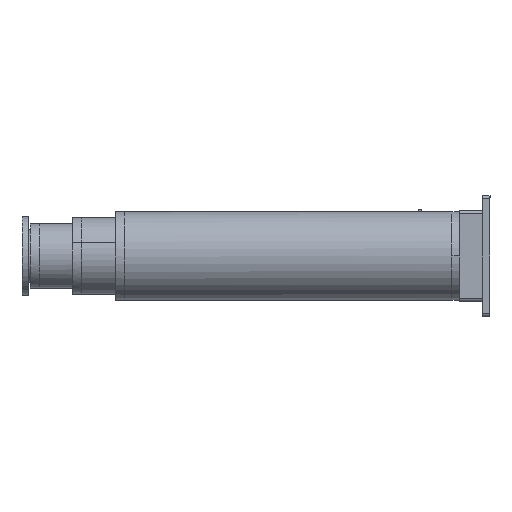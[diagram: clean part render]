
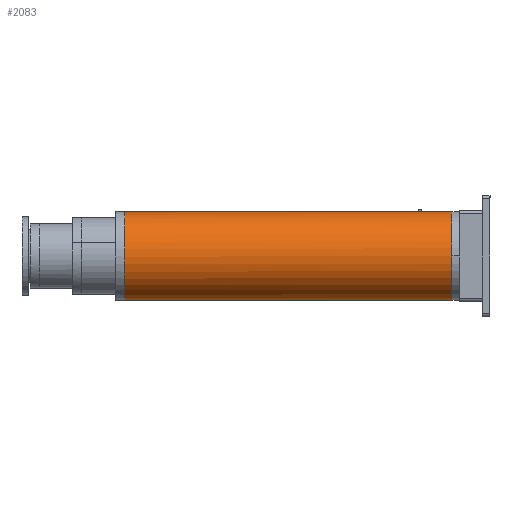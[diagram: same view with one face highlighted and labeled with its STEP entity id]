
A CAD part, left-side view. The second image highlights one B-rep face of the part: STEP entity #2083.
In plain terms, the highlighted cylindrical face has radius 73.5 mm (diameter 147 mm), a partial arc.
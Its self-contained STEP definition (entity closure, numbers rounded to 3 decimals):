
#837 = LINE ( 'NONE', #16570, #22149 ) ;
#1168 = VERTEX_POINT ( 'NONE', #43093 ) ;
#1708 = ORIENTED_EDGE ( 'NONE', *, *, #4943, .T. ) ;
#2083 = ADVANCED_FACE ( 'NONE', ( #47845 ), #58330, .T. ) ;
#2960 = CARTESIAN_POINT ( 'NONE',  ( 73.505, -4.811, 542. ) ) ;
#3305 = CARTESIAN_POINT ( 'NONE',  ( 63.79, -36.837, 542. ) ) ;
#4943 = EDGE_CURVE ( 'NONE', #27020, #63496, #47450, .T. ) ;
#6629 = DIRECTION ( 'NONE',  ( -1., 0., 0. ) ) ;
#7828 = EDGE_LOOP ( 'NONE', ( #38137, #22517, #1708, #18659 ) ) ;
#8226 = CARTESIAN_POINT ( 'NONE',  ( -63.79, -36.837, 542. ) ) ;
#8568 = CARTESIAN_POINT ( 'NONE',  ( 9.622, -73.031, 542. ) ) ;
#13109 = CARTESIAN_POINT ( 'NONE',  ( 55.378, -48.574, 542. ) ) ;
#13455 = CARTESIAN_POINT ( 'NONE',  ( -55.378, -48.574, 542. ) ) ;
#14151 = CARTESIAN_POINT ( 'NONE',  ( 44.837, -58.444, 542. ) ) ;
#16069 = CARTESIAN_POINT ( 'NONE',  ( 0., 0., 542. ) ) ;
#16570 = CARTESIAN_POINT ( 'NONE',  ( 73.5, 0., 542. ) ) ;
#17268 = VERTEX_POINT ( 'NONE', #37362 ) ;
#18361 = CARTESIAN_POINT ( 'NONE',  ( -32.574, -66.069, 542. ) ) ;
#18659 = ORIENTED_EDGE ( 'NONE', *, *, #33207, .T. ) ;
#19060 = CARTESIAN_POINT ( 'NONE',  ( -4.811, -73.505, 542. ) ) ;
#22149 = VECTOR ( 'NONE', #57182, 1000. ) ;
#22517 = ORIENTED_EDGE ( 'NONE', *, *, #24420, .F. ) ;
#23603 = CARTESIAN_POINT ( 'NONE',  ( -19.059, -71.154, 542. ) ) ;
#23936 = CARTESIAN_POINT ( 'NONE',  ( -36.837, -63.79, 542. ) ) ;
#24420 = EDGE_CURVE ( 'NONE', #27020, #17268, #67970, .T. ) ;
#25102 = CARTESIAN_POINT ( 'NONE',  ( -73.5, 0., 542. ) ) ;
#27020 = VERTEX_POINT ( 'NONE', #34045 ) ;
#29171 = CARTESIAN_POINT ( 'NONE',  ( 4.811, -73.505, 542. ) ) ;
#31966 = DIRECTION ( 'NONE',  ( 0., 0., 1. ) ) ;
#33207 = EDGE_CURVE ( 'NONE', #63496, #1168, #53422, .T. ) ;
#34045 = CARTESIAN_POINT ( 'NONE',  ( -73.502, 0., 542. ) ) ;
#34406 = CARTESIAN_POINT ( 'NONE',  ( -69.751, -23.684, 542. ) ) ;
#34766 = CARTESIAN_POINT ( 'NONE',  ( 66.069, -32.574, 542. ) ) ;
#35111 = CARTESIAN_POINT ( 'NONE',  ( 23.684, -69.751, 542. ) ) ;
#37362 = CARTESIAN_POINT ( 'NONE',  ( 73.502, 0., 542. ) ) ;
#37859 = VECTOR ( 'NONE', #46422, 1000. ) ;
#38137 = ORIENTED_EDGE ( 'NONE', *, *, #59874, .F. ) ;
#39309 = CARTESIAN_POINT ( 'NONE',  ( -44.837, -58.444, 542. ) ) ;
#39459 = AXIS2_PLACEMENT_3D ( 'NONE', #16069, #53103, #6629 ) ;
#39651 = CARTESIAN_POINT ( 'NONE',  ( -71.154, -19.059, 542. ) ) ;
#40341 = CARTESIAN_POINT ( 'NONE',  ( 58.444, -44.837, 542. ) ) ;
#41794 = CARTESIAN_POINT ( 'NONE',  ( -73.5, 0., 0. ) ) ;
#42803 = CARTESIAN_POINT ( 'NONE',  ( 0., 0., 0. ) ) ;
#43093 = CARTESIAN_POINT ( 'NONE',  ( 73.5, 0., 0. ) ) ;
#44559 = CARTESIAN_POINT ( 'NONE',  ( -66.069, -32.574, 542. ) ) ;
#44902 = CARTESIAN_POINT ( 'NONE',  ( 19.059, -71.154, 542. ) ) ;
#45938 = CARTESIAN_POINT ( 'NONE',  ( 73.502, 0., 542. ) ) ;
#46422 = DIRECTION ( 'NONE',  ( 0., 0., -1. ) ) ;
#47450 = LINE ( 'NONE', #25102, #37859 ) ;
#47845 = FACE_OUTER_BOUND ( 'NONE', #7828, .T. ) ;
#50136 = CARTESIAN_POINT ( 'NONE',  ( -73.031, -9.622, 542. ) ) ;
#51168 = CARTESIAN_POINT ( 'NONE',  ( 48.574, -55.378, 542. ) ) ;
#53103 = DIRECTION ( 'NONE',  ( 0., 0., -1. ) ) ;
#53422 = CIRCLE ( 'NONE', #59000, 73.5 ) ;
#55357 = CARTESIAN_POINT ( 'NONE',  ( 69.751, -23.684, 542. ) ) ;
#55696 = CARTESIAN_POINT ( 'NONE',  ( 73.031, -9.622, 542. ) ) ;
#56396 = CARTESIAN_POINT ( 'NONE',  ( -58.444, -44.837, 542. ) ) ;
#56737 = CARTESIAN_POINT ( 'NONE',  ( -48.574, -55.378, 542. ) ) ;
#57182 = DIRECTION ( 'NONE',  ( 0., 0., -1. ) ) ;
#58330 = CYLINDRICAL_SURFACE ( 'NONE', #39459, 73.5 ) ;
#59000 = AXIS2_PLACEMENT_3D ( 'NONE', #42803, #31966, #67289 ) ;
#59874 = EDGE_CURVE ( 'NONE', #17268, #1168, #837, .T. ) ;
#60578 = CARTESIAN_POINT ( 'NONE',  ( -23.684, -69.751, 542. ) ) ;
#60909 = CARTESIAN_POINT ( 'NONE',  ( 36.837, -63.79, 542. ) ) ;
#61259 = CARTESIAN_POINT ( 'NONE',  ( -73.505, -4.811, 542. ) ) ;
#61606 = CARTESIAN_POINT ( 'NONE',  ( 71.154, -19.059, 542. ) ) ;
#61954 = CARTESIAN_POINT ( 'NONE',  ( -9.622, -73.031, 542. ) ) ;
#63496 = VERTEX_POINT ( 'NONE', #41794 ) ;
#65816 = CARTESIAN_POINT ( 'NONE',  ( 32.574, -66.069, 542. ) ) ;
#66138 = CARTESIAN_POINT ( 'NONE',  ( -73.502, 0., 542. ) ) ;
#67289 = DIRECTION ( 'NONE',  ( 1., 0., 0. ) ) ;
#67970 = B_SPLINE_CURVE_WITH_KNOTS ( 'NONE', 3,
 ( #66138, #61259, #50136, #39651, #34406, #44559, #8226, #56396, #13455, #56737, #39309, #23936, #18361, #60578, #23603, #61954, #19060, #29171, #8568, #44902, #35111, #65816, #60909, #14151, #51168, #13109, #40341, #3305, #34766, #55357, #61606, #55696, #2960, #45938 ),
 .UNSPECIFIED., .F., .F.,
 ( 4, 2, 2, 2, 2, 2, 2, 2, 2, 2, 2, 2, 2, 2, 2, 2, 4 ),
 ( 0.5, 0.531, 0.563, 0.594, 0.625, 0.656, 0.688, 0.719, 0.75, 0.781, 0.813, 0.844, 0.875, 0.906, 0.938, 0.969, 1. ),
 .UNSPECIFIED. ) ;
